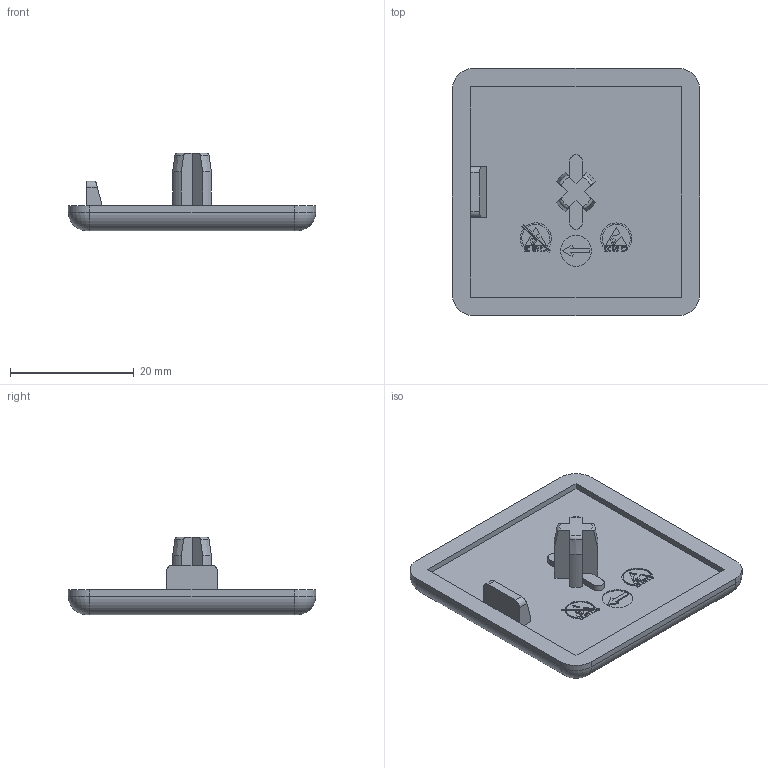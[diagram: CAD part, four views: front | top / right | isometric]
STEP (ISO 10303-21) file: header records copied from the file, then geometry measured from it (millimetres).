
FILE_DESCRIPTION (( 'STEP AP214' ), '1' );
FILE_NAME ('091007.STEP', '2014-05-27T09:39:48', ( '' ), ( '' ), 'SwSTEP 2.0', 'SolidWorks 2014', '' );
FILE_SCHEMA (( 'AUTOMOTIVE_DESIGN' ));
Length unit declared in the file: millimetre
Products named in the file (1): 091007
Bounding box: 40 x 40 x 12.5 mm (x, y, z)
Volume: 5227.4 mm3; surface area: 4094.6 mm2
Topology: 1 solids, 1 shells, 288 faces, 800 edges, 530 vertices
Faces by surface type: plane 242, cylinder 30, torus 8, cone 4, bspline 4
Entity records: 9164 total; most frequent: CARTESIAN_POINT 1741, ORIENTED_EDGE 1600, DIRECTION 1414, EDGE_CURVE 800, LINE 704, VECTOR 704, VERTEX_POINT 530, AXIS2_PLACEMENT_3D 355
